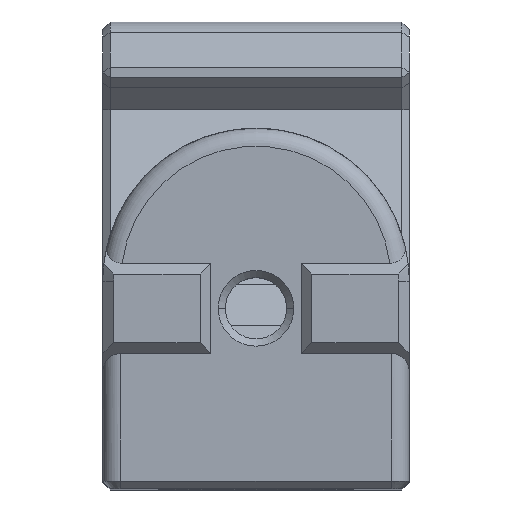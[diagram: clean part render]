
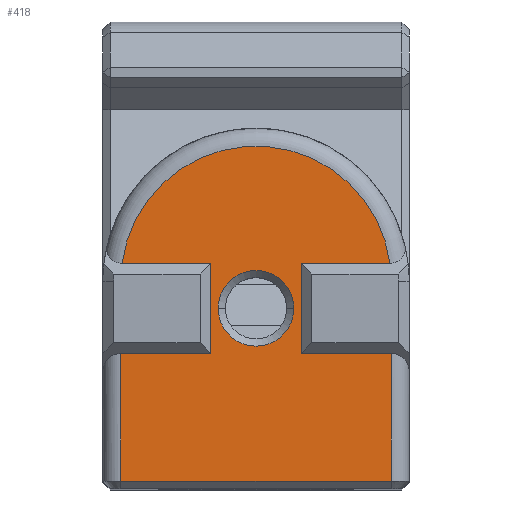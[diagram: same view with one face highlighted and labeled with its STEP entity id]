
A CAD part, top view. The second image highlights one B-rep face of the part: STEP entity #418.
In plain terms, the highlighted planar face has unit normal (0, 0, 1).
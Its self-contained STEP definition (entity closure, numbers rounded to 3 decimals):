
#66 = CARTESIAN_POINT ( 'NONE',  ( -2.5, 7.5, 35. ) ) ;
#124 = EDGE_CURVE ( 'NONE', #1355, #4739, #4173, .T. ) ;
#358 = DIRECTION ( 'NONE',  ( 1., 0., 0. ) ) ;
#379 = VERTEX_POINT ( 'NONE', #1439 ) ;
#418 = ADVANCED_FACE ( 'NONE', ( #2932, #2981 ), #2907, .F. ) ;
#419 = ORIENTED_EDGE ( 'NONE', *, *, #1686, .T. ) ;
#449 = VECTOR ( 'NONE', #2418, 1000. ) ;
#508 = EDGE_CURVE ( 'NONE', #379, #3128, #4086, .T. ) ;
#627 = ORIENTED_EDGE ( 'NONE', *, *, #4846, .T. ) ;
#641 = EDGE_CURVE ( 'NONE', #754, #3554, #4502, .T. ) ;
#643 = LINE ( 'NONE', #1336, #4109 ) ;
#691 = ORIENTED_EDGE ( 'NONE', *, *, #124, .T. ) ;
#702 = CARTESIAN_POINT ( 'NONE',  ( -2.5, 7.5, 35. ) ) ;
#754 = VERTEX_POINT ( 'NONE', #3119 ) ;
#761 = LINE ( 'NONE', #1899, #2825 ) ;
#865 = CARTESIAN_POINT ( 'NONE',  ( -7.5, 20., 35. ) ) ;
#908 = DIRECTION ( 'NONE',  ( 0., 0., -1. ) ) ;
#922 = CARTESIAN_POINT ( 'NONE',  ( 7.5, 7.5, 35. ) ) ;
#936 = VECTOR ( 'NONE', #1108, 1000. ) ;
#969 = CARTESIAN_POINT ( 'NONE',  ( 2.5, 7.5, 35. ) ) ;
#990 = DIRECTION ( 'NONE',  ( 0., 0., -1. ) ) ;
#1046 = EDGE_CURVE ( 'NONE', #2225, #1324, #4589, .T. ) ;
#1090 = CARTESIAN_POINT ( 'NONE',  ( 0., 10., 35. ) ) ;
#1108 = DIRECTION ( 'NONE',  ( -1., 0., 0. ) ) ;
#1140 = ORIENTED_EDGE ( 'NONE', *, *, #4974, .T. ) ;
#1239 = AXIS2_PLACEMENT_3D ( 'NONE', #1090, #4925, #2217 ) ;
#1277 = CARTESIAN_POINT ( 'NONE',  ( 0., 10., 35. ) ) ;
#1324 = VERTEX_POINT ( 'NONE', #2067 ) ;
#1336 = CARTESIAN_POINT ( 'NONE',  ( 2.5, 12.5, 35. ) ) ;
#1355 = VERTEX_POINT ( 'NONE', #66 ) ;
#1366 = DIRECTION ( 'NONE',  ( 0., 1., 0. ) ) ;
#1375 = EDGE_CURVE ( 'NONE', #4739, #4195, #4384, .T. ) ;
#1386 = EDGE_CURVE ( 'NONE', #1324, #3906, #2157, .T. ) ;
#1439 = CARTESIAN_POINT ( 'NONE',  ( 7.5, 0.4, 35. ) ) ;
#1485 = LINE ( 'NONE', #2307, #936 ) ;
#1490 = DIRECTION ( 'NONE',  ( -1., 0., 0. ) ) ;
#1558 = AXIS2_PLACEMENT_3D ( 'NONE', #1752, #990, #3284 ) ;
#1640 = EDGE_CURVE ( 'NONE', #3128, #2494, #1485, .T. ) ;
#1657 = CARTESIAN_POINT ( 'NONE',  ( -7.5, 0.4, 35. ) ) ;
#1676 = ORIENTED_EDGE ( 'NONE', *, *, #1386, .T. ) ;
#1686 = EDGE_CURVE ( 'NONE', #3906, #3603, #3824, .T. ) ;
#1752 = CARTESIAN_POINT ( 'NONE',  ( -8.5, 20., 35. ) ) ;
#1815 = ORIENTED_EDGE ( 'NONE', *, *, #641, .T. ) ;
#1899 = CARTESIAN_POINT ( 'NONE',  ( -2.5, 12.5, 35. ) ) ;
#1952 = CARTESIAN_POINT ( 'NONE',  ( -2.5, 12.5, 35. ) ) ;
#2067 = CARTESIAN_POINT ( 'NONE',  ( 7.433, 12.5, 35. ) ) ;
#2157 = CIRCLE ( 'NONE', #4981, 7.5 ) ;
#2159 = VECTOR ( 'NONE', #358, 1000. ) ;
#2217 = DIRECTION ( 'NONE',  ( -1., 0., 0. ) ) ;
#2225 = VERTEX_POINT ( 'NONE', #4972 ) ;
#2228 = ORIENTED_EDGE ( 'NONE', *, *, #1640, .T. ) ;
#2307 = CARTESIAN_POINT ( 'NONE',  ( 8.5, 7.5, 35. ) ) ;
#2318 = ORIENTED_EDGE ( 'NONE', *, *, #508, .T. ) ;
#2407 = LINE ( 'NONE', #3548, #4533 ) ;
#2418 = DIRECTION ( 'NONE',  ( 0., -1., 0. ) ) ;
#2484 = EDGE_CURVE ( 'NONE', #2494, #2225, #643, .T. ) ;
#2494 = VERTEX_POINT ( 'NONE', #969 ) ;
#2658 = CARTESIAN_POINT ( 'NONE',  ( -2.1, 10., 35. ) ) ;
#2825 = VECTOR ( 'NONE', #3143, 1000. ) ;
#2907 = PLANE ( 'NONE',  #1558 ) ;
#2912 = EDGE_LOOP ( 'NONE', ( #3004, #627, #2318, #2228, #4832, #4123, #1676, #419, #1140, #691 ) ) ;
#2932 = FACE_BOUND ( 'NONE', #3540, .T. ) ;
#2981 = FACE_OUTER_BOUND ( 'NONE', #2912, .T. ) ;
#3004 = ORIENTED_EDGE ( 'NONE', *, *, #1375, .T. ) ;
#3119 = CARTESIAN_POINT ( 'NONE',  ( 2.1, 10., 35. ) ) ;
#3128 = VERTEX_POINT ( 'NONE', #922 ) ;
#3143 = DIRECTION ( 'NONE',  ( 0., -1., 0. ) ) ;
#3151 = DIRECTION ( 'NONE',  ( 0., 0., 1. ) ) ;
#3195 = VECTOR ( 'NONE', #3739, 1000. ) ;
#3199 = DIRECTION ( 'NONE',  ( -1., 0., 0. ) ) ;
#3284 = DIRECTION ( 'NONE',  ( -1., 0., 0. ) ) ;
#3405 = CARTESIAN_POINT ( 'NONE',  ( -7.5, 7.5, 35. ) ) ;
#3448 = VECTOR ( 'NONE', #3796, 1000. ) ;
#3540 = EDGE_LOOP ( 'NONE', ( #1815, #4575 ) ) ;
#3548 = CARTESIAN_POINT ( 'NONE',  ( 7.5, 0.4, 35. ) ) ;
#3554 = VERTEX_POINT ( 'NONE', #2658 ) ;
#3599 = DIRECTION ( 'NONE',  ( 1., 0., 0. ) ) ;
#3603 = VERTEX_POINT ( 'NONE', #1952 ) ;
#3739 = DIRECTION ( 'NONE',  ( 0., 1., 0. ) ) ;
#3796 = DIRECTION ( 'NONE',  ( -1., 0., 0. ) ) ;
#3824 = LINE ( 'NONE', #3867, #2159 ) ;
#3826 = DIRECTION ( 'NONE',  ( 1., 0., 0. ) ) ;
#3867 = CARTESIAN_POINT ( 'NONE',  ( -2.5, 12.5, 35. ) ) ;
#3906 = VERTEX_POINT ( 'NONE', #4297 ) ;
#4086 = LINE ( 'NONE', #4142, #3195 ) ;
#4097 = VECTOR ( 'NONE', #3826, 1000. ) ;
#4109 = VECTOR ( 'NONE', #1366, 1000. ) ;
#4123 = ORIENTED_EDGE ( 'NONE', *, *, #1046, .T. ) ;
#4142 = CARTESIAN_POINT ( 'NONE',  ( 7.5, 20., 35. ) ) ;
#4173 = LINE ( 'NONE', #702, #3448 ) ;
#4195 = VERTEX_POINT ( 'NONE', #1657 ) ;
#4197 = AXIS2_PLACEMENT_3D ( 'NONE', #1277, #908, #1490 ) ;
#4297 = CARTESIAN_POINT ( 'NONE',  ( -7.433, 12.5, 35. ) ) ;
#4361 = CARTESIAN_POINT ( 'NONE',  ( 0., 11.5, 35. ) ) ;
#4384 = LINE ( 'NONE', #865, #449 ) ;
#4502 = CIRCLE ( 'NONE', #1239, 2.1 ) ;
#4533 = VECTOR ( 'NONE', #3599, 1000. ) ;
#4575 = ORIENTED_EDGE ( 'NONE', *, *, #4967, .T. ) ;
#4589 = LINE ( 'NONE', #4987, #4097 ) ;
#4601 = CIRCLE ( 'NONE', #4197, 2.1 ) ;
#4739 = VERTEX_POINT ( 'NONE', #3405 ) ;
#4832 = ORIENTED_EDGE ( 'NONE', *, *, #2484, .T. ) ;
#4846 = EDGE_CURVE ( 'NONE', #4195, #379, #2407, .T. ) ;
#4925 = DIRECTION ( 'NONE',  ( 0., 0., -1. ) ) ;
#4967 = EDGE_CURVE ( 'NONE', #3554, #754, #4601, .T. ) ;
#4972 = CARTESIAN_POINT ( 'NONE',  ( 2.5, 12.5, 35. ) ) ;
#4974 = EDGE_CURVE ( 'NONE', #3603, #1355, #761, .T. ) ;
#4981 = AXIS2_PLACEMENT_3D ( 'NONE', #4361, #3151, #3199 ) ;
#4987 = CARTESIAN_POINT ( 'NONE',  ( 8.5, 12.5, 35. ) ) ;
